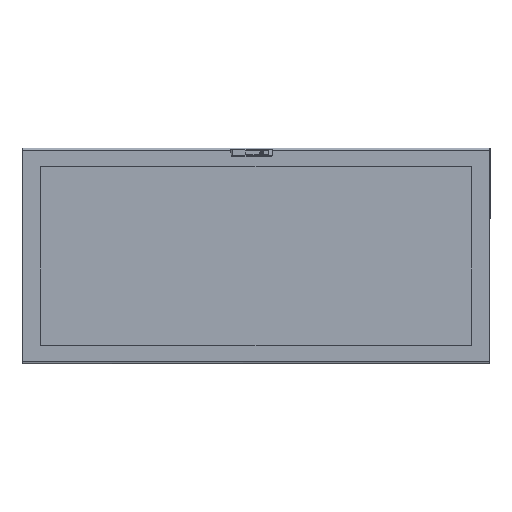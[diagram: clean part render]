
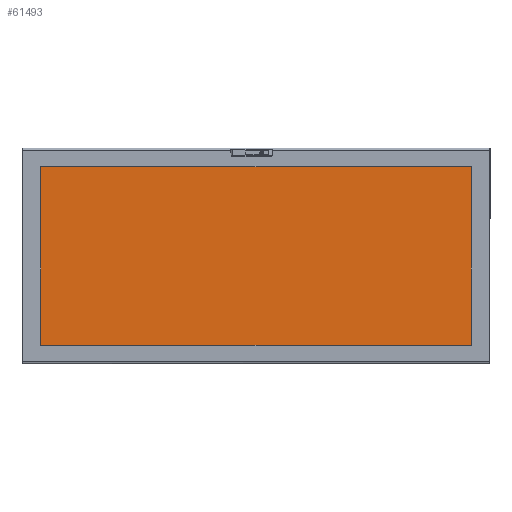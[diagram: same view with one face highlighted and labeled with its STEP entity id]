
A CAD part, top view. The second image highlights one B-rep face of the part: STEP entity #61493.
In plain terms, the highlighted planar face has unit normal (0, 0, 1).
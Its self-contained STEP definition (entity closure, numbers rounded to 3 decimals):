
#36838 = VECTOR ( 'NONE', #64579, 1000. ) ;
#36840 = LINE ( 'NONE', #64568, #36838 ) ;
#36843 = VECTOR ( 'NONE', #64567, 1000. ) ;
#36845 = LINE ( 'NONE', #64566, #36843 ) ;
#36849 = VECTOR ( 'NONE', #64308, 1000. ) ;
#36935 = LINE ( 'NONE', #64838, #36849 ) ;
#37014 = VECTOR ( 'NONE', #64430, 1000. ) ;
#37028 = LINE ( 'NONE', #64712, #37014 ) ;
#38354 = FACE_OUTER_BOUND ( 'NONE', #55764, .T. ) ;
#39154 = CARTESIAN_POINT ( 'NONE',  ( 1010., -430., 4. ) ) ;
#39212 = CARTESIAN_POINT ( 'NONE',  ( 1010., 430., 4. ) ) ;
#39431 = CARTESIAN_POINT ( 'NONE',  ( -1010., -430., 4. ) ) ;
#39433 = CARTESIAN_POINT ( 'NONE',  ( -1010., 430., 4. ) ) ;
#47861 = VERTEX_POINT ( 'NONE', #39154 ) ;
#47925 = VERTEX_POINT ( 'NONE', #39431 ) ;
#47928 = VERTEX_POINT ( 'NONE', #39433 ) ;
#47936 = VERTEX_POINT ( 'NONE', #39212 ) ;
#51987 = DIRECTION ( 'NONE',  ( 1., 0., 0. ) ) ;
#51991 = DIRECTION ( 'NONE',  ( 0., 0., 1. ) ) ;
#52000 = CARTESIAN_POINT ( 'NONE',  ( -1010., -430., 4. ) ) ;
#52024 = PLANE ( 'NONE',  #68920 ) ;
#55764 = EDGE_LOOP ( 'NONE', ( #57744, #57745, #57743, #57741 ) ) ;
#57741 = ORIENTED_EDGE ( 'NONE', *, *, #73060, .T. ) ;
#57743 = ORIENTED_EDGE ( 'NONE', *, *, #73086, .T. ) ;
#57744 = ORIENTED_EDGE ( 'NONE', *, *, #73081, .T. ) ;
#57745 = ORIENTED_EDGE ( 'NONE', *, *, #73083, .T. ) ;
#61493 = ADVANCED_FACE ( 'NONE', ( #38354 ), #52024, .T. ) ;
#64308 = DIRECTION ( 'NONE',  ( 0., -1., 0. ) ) ;
#64430 = DIRECTION ( 'NONE',  ( -1., 0., 0. ) ) ;
#64566 = CARTESIAN_POINT ( 'NONE',  ( -1010., -430., 4. ) ) ;
#64567 = DIRECTION ( 'NONE',  ( 1., 0., 0. ) ) ;
#64568 = CARTESIAN_POINT ( 'NONE',  ( 1010., 430., 4. ) ) ;
#64579 = DIRECTION ( 'NONE',  ( 0., 1., 0. ) ) ;
#64712 = CARTESIAN_POINT ( 'NONE',  ( -1010., 430., 4. ) ) ;
#64838 = CARTESIAN_POINT ( 'NONE',  ( -1010., 430., 4. ) ) ;
#68920 = AXIS2_PLACEMENT_3D ( 'NONE', #52000, #51991, #51987 ) ;
#73060 = EDGE_CURVE ( 'NONE', #47936, #47928, #37028, .T. ) ;
#73081 = EDGE_CURVE ( 'NONE', #47928, #47925, #36935, .T. ) ;
#73083 = EDGE_CURVE ( 'NONE', #47925, #47861, #36845, .T. ) ;
#73086 = EDGE_CURVE ( 'NONE', #47861, #47936, #36840, .T. ) ;
